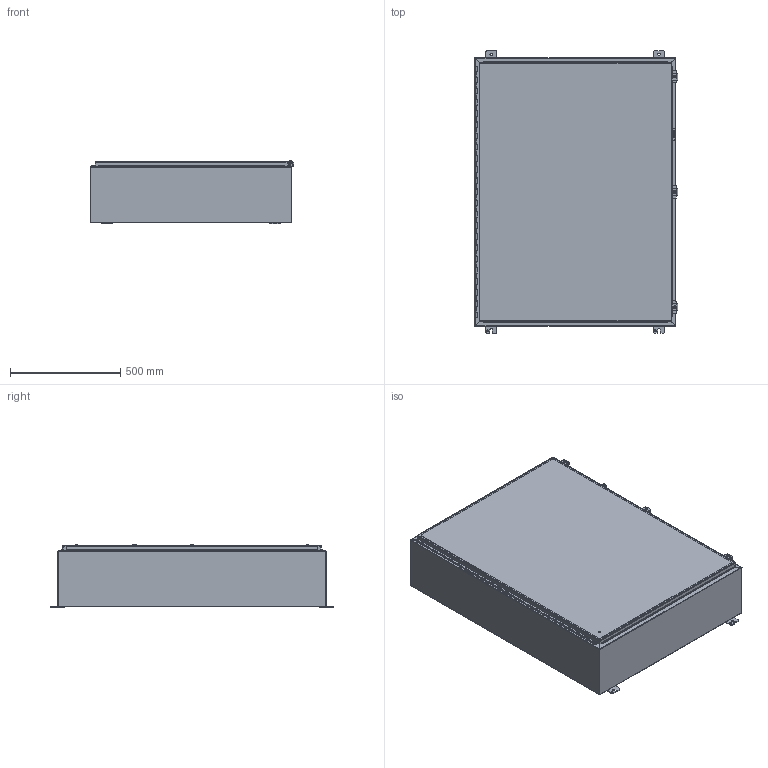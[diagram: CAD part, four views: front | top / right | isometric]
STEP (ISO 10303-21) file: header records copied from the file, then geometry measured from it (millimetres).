
FILE_DESCRIPTION((''),'2;1');
FILE_NAME('N12483610.stp','2012-02-20T15:50:04',('dnichola'),(''),'Autodesk Inventor 2012','Autodesk Inventor 2012','');
FILE_SCHEMA(('AUTOMOTIVE_DESIGN { 1 0 10303 214 1 1 1 1 }'));
Length unit declared in the file: inch
Products named in the file (20): N12483610; 34840; 38413; N123610TB; N12483610BLR; 46x34; 38846; 3293; N124836LID; 328115; 328115T; 328115L; 328115P; 30823; 30824; 30824-1; HFW30825-2; HFW30825-3; HFW30825-4; 3889
Assembly tree (34 placements, depth 3):
  N12483610
    34840  x4
    38413
    N123610TB  x2
    N12483610BLR
    46x34
    38846
    3293
    N124836LID
    328115
      328115T
      328115L
      328115P
    30823  x3
    30824  x3
      30824-1
      HFW30825-2
      HFW30825-3
      HFW30825-4
    3889  x8
Bounding box: 922.29 x 1282.7 x 289.82 mm (x, y, z)
Volume: 7129237.1 mm3; surface area: 7432474.2 mm2
Topology: 38 solids, 38 shells, 1249 faces, 3263 edges, 2117 vertices
Faces by surface type: plane 734, cylinder 392, bspline 72, sphere 18, torus 17, cone 16
Full cylindrical faces by diameter (mm): 2.794 x6, 3.048 x1, 3.967 x1, 5.359 x3, 6.35 x4, 7.137 x3, 7.95 x4, 8.382 x16, 8.56 x1, 8.89 x3, 11.125 x4, 12.7 x4, 13.208 x3, 15.875 x8
Entity records: 30397 total; most frequent: CARTESIAN_POINT 7204, ORIENTED_EDGE 4616, DIRECTION 4588, EDGE_CURVE 2308, VECTOR 1624, LINE 1624, VERTEX_POINT 1516, AXIS2_PLACEMENT_3D 1482
